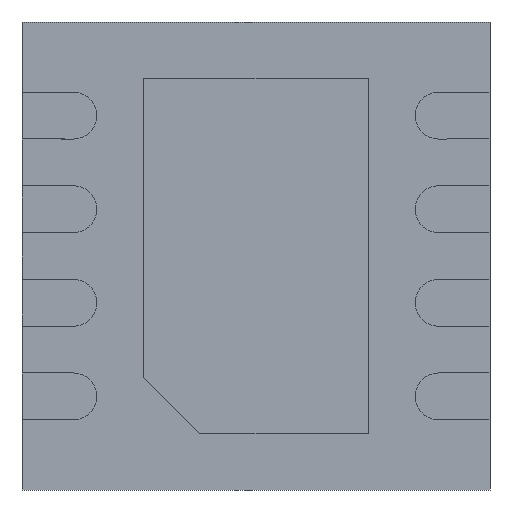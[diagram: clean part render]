
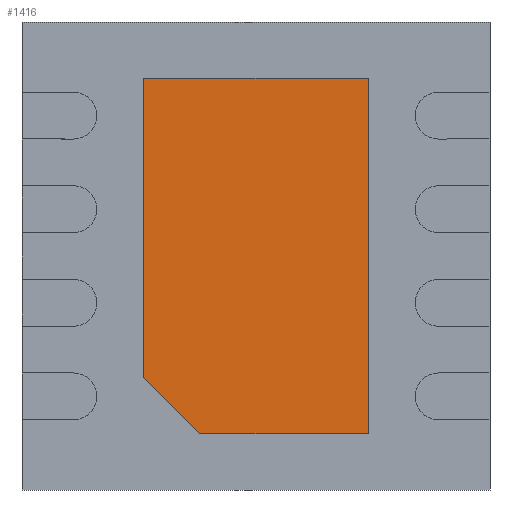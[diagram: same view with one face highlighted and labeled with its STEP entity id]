
A CAD part, front view. The second image highlights one B-rep face of the part: STEP entity #1416.
In plain terms, the highlighted planar face has unit normal (0, -1, 0).
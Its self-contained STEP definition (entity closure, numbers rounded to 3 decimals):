
#318 = CARTESIAN_POINT ( 'NONE',  ( -0.6, 0., 0.95 ) ) ;
#418 = DIRECTION ( 'NONE',  ( 0., -1., 0. ) ) ;
#450 = LINE ( 'NONE', #984, #1398 ) ;
#496 = EDGE_CURVE ( 'NONE', #1844, #2111, #1245, .T. ) ;
#651 = LINE ( 'NONE', #2642, #1092 ) ;
#747 = EDGE_LOOP ( 'NONE', ( #2725, #2597, #923, #2660, #1709 ) ) ;
#923 = ORIENTED_EDGE ( 'NONE', *, *, #496, .F. ) ;
#984 = CARTESIAN_POINT ( 'NONE',  ( 0.6, 0., 0.95 ) ) ;
#1000 = DIRECTION ( 'NONE',  ( 1., 0., 0. ) ) ;
#1092 = VECTOR ( 'NONE', #2607, 1000. ) ;
#1111 = LINE ( 'NONE', #1657, #2087 ) ;
#1142 = CARTESIAN_POINT ( 'NONE',  ( 0.6, 0., 0.95 ) ) ;
#1174 = EDGE_CURVE ( 'NONE', #1319, #3185, #450, .T. ) ;
#1217 = DIRECTION ( 'NONE',  ( -1., 0., 0. ) ) ;
#1245 = LINE ( 'NONE', #2937, #2469 ) ;
#1319 = VERTEX_POINT ( 'NONE', #318 ) ;
#1376 = DIRECTION ( 'NONE',  ( 0.707, 0., -0.707 ) ) ;
#1398 = VECTOR ( 'NONE', #1000, 1000. ) ;
#1416 = ADVANCED_FACE ( 'NONE', ( #2675 ), #1886, .T. ) ;
#1657 = CARTESIAN_POINT ( 'NONE',  ( 0.6, 0., -0.95 ) ) ;
#1709 = ORIENTED_EDGE ( 'NONE', *, *, #1174, .F. ) ;
#1719 = CARTESIAN_POINT ( 'NONE',  ( -0.3, 0., -0.95 ) ) ;
#1806 = EDGE_CURVE ( 'NONE', #2275, #2111, #2870, .T. ) ;
#1844 = VERTEX_POINT ( 'NONE', #3131 ) ;
#1886 = PLANE ( 'NONE',  #2428 ) ;
#1930 = CARTESIAN_POINT ( 'NONE',  ( 0., 0., 0. ) ) ;
#2020 = EDGE_CURVE ( 'NONE', #3185, #1844, #1111, .T. ) ;
#2087 = VECTOR ( 'NONE', #2637, 1000. ) ;
#2111 = VERTEX_POINT ( 'NONE', #1719 ) ;
#2118 = CARTESIAN_POINT ( 'NONE',  ( -0.625, 0., -0.625 ) ) ;
#2275 = VERTEX_POINT ( 'NONE', #2548 ) ;
#2428 = AXIS2_PLACEMENT_3D ( 'NONE', #1930, #418, #2875 ) ;
#2469 = VECTOR ( 'NONE', #1217, 1000. ) ;
#2548 = CARTESIAN_POINT ( 'NONE',  ( -0.6, 0., -0.65 ) ) ;
#2597 = ORIENTED_EDGE ( 'NONE', *, *, #1806, .T. ) ;
#2607 = DIRECTION ( 'NONE',  ( 0., 0., 1. ) ) ;
#2626 = VECTOR ( 'NONE', #1376, 1000. ) ;
#2637 = DIRECTION ( 'NONE',  ( 0., 0., -1. ) ) ;
#2642 = CARTESIAN_POINT ( 'NONE',  ( -0.6, 0., -0.95 ) ) ;
#2660 = ORIENTED_EDGE ( 'NONE', *, *, #2020, .F. ) ;
#2675 = FACE_OUTER_BOUND ( 'NONE', #747, .T. ) ;
#2725 = ORIENTED_EDGE ( 'NONE', *, *, #2882, .F. ) ;
#2870 = LINE ( 'NONE', #2118, #2626 ) ;
#2875 = DIRECTION ( 'NONE',  ( 0., 0., -1. ) ) ;
#2882 = EDGE_CURVE ( 'NONE', #2275, #1319, #651, .T. ) ;
#2937 = CARTESIAN_POINT ( 'NONE',  ( 0.6, 0., -0.95 ) ) ;
#3131 = CARTESIAN_POINT ( 'NONE',  ( 0.6, 0., -0.95 ) ) ;
#3185 = VERTEX_POINT ( 'NONE', #1142 ) ;
